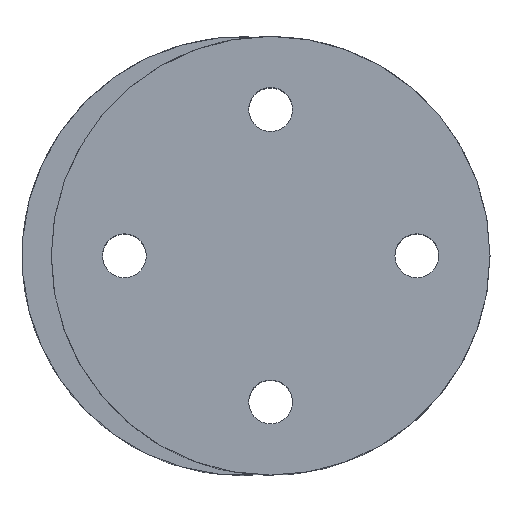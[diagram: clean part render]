
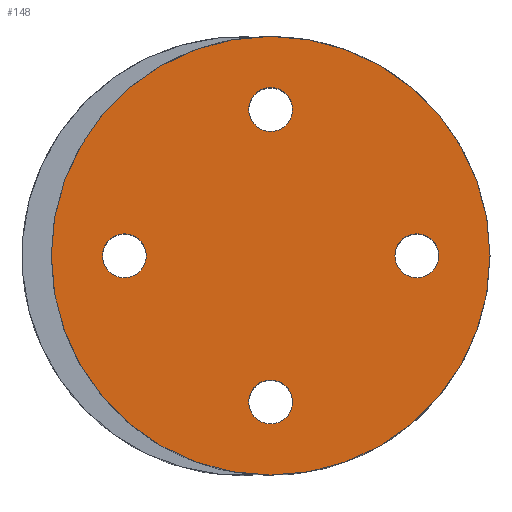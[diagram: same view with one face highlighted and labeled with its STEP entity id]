
A CAD part, top view. The second image highlights one B-rep face of the part: STEP entity #148.
In plain terms, the highlighted planar face has unit normal (0, 0, 1).
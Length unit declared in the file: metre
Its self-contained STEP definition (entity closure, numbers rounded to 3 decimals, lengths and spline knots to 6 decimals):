
#18=ORIENTED_EDGE('',*,*,#46,.T.);
#19=ORIENTED_EDGE('',*,*,#47,.T.);
#20=ORIENTED_EDGE('',*,*,#48,.T.);
#21=ORIENTED_EDGE('',*,*,#49,.T.);
#22=ORIENTED_EDGE('',*,*,#50,.T.);
#46=EDGE_CURVE('',#60,#60,#72,.T.);
#47=EDGE_CURVE('',#61,#61,#73,.T.);
#48=EDGE_CURVE('',#62,#62,#74,.T.);
#49=EDGE_CURVE('',#63,#63,#75,.T.);
#50=EDGE_CURVE('',#64,#64,#76,.T.);
#60=VERTEX_POINT('',#309);
#61=VERTEX_POINT('',#311);
#62=VERTEX_POINT('',#313);
#63=VERTEX_POINT('',#315);
#64=VERTEX_POINT('',#317);
#72=CIRCLE('',#233,0.0015);
#73=CIRCLE('',#234,0.0015);
#74=CIRCLE('',#235,0.0015);
#75=CIRCLE('',#236,0.0015);
#76=CIRCLE('',#237,0.015);
#86=EDGE_LOOP('',(#18));
#87=EDGE_LOOP('',(#19));
#88=EDGE_LOOP('',(#20));
#89=EDGE_LOOP('',(#21));
#90=EDGE_LOOP('',(#22));
#110=FACE_BOUND('',#86,.T.);
#111=FACE_BOUND('',#87,.T.);
#112=FACE_BOUND('',#88,.T.);
#113=FACE_BOUND('',#89,.T.);
#114=FACE_BOUND('',#90,.T.);
#134=PLANE('',#232);
#148=ADVANCED_FACE('',(#110,#111,#112,#113,#114),#134,.T.);
#232=AXIS2_PLACEMENT_3D('',#307,#258,#259);
#233=AXIS2_PLACEMENT_3D('',#308,#260,#261);
#234=AXIS2_PLACEMENT_3D('',#310,#262,#263);
#235=AXIS2_PLACEMENT_3D('',#312,#264,#265);
#236=AXIS2_PLACEMENT_3D('',#314,#266,#267);
#237=AXIS2_PLACEMENT_3D('',#316,#268,#269);
#258=DIRECTION('',(0.,0.,1.));
#259=DIRECTION('',(1.,0.,0.));
#260=DIRECTION('',(0.,0.,-1.));
#261=DIRECTION('',(1.,0.,0.));
#262=DIRECTION('',(0.,0.,-1.));
#263=DIRECTION('',(1.,0.,0.));
#264=DIRECTION('',(0.,0.,-1.));
#265=DIRECTION('',(1.,0.,0.));
#266=DIRECTION('',(0.,0.,-1.));
#267=DIRECTION('',(1.,0.,0.));
#268=DIRECTION('',(0.,0.,1.));
#269=DIRECTION('',(1.,0.,0.));
#307=CARTESIAN_POINT('',(0.00056,0.,0.05));
#308=CARTESIAN_POINT('',(0.01,0.,0.05));
#309=CARTESIAN_POINT('',(0.0115,0.,0.05));
#310=CARTESIAN_POINT('',(0.,-0.01,0.05));
#311=CARTESIAN_POINT('',(0.0015,-0.01,0.05));
#312=CARTESIAN_POINT('',(-0.01,0.,0.05));
#313=CARTESIAN_POINT('',(-0.0085,0.,0.05));
#314=CARTESIAN_POINT('',(0.,0.01,0.05));
#315=CARTESIAN_POINT('',(0.0015,0.01,0.05));
#316=CARTESIAN_POINT('',(0.,0.,0.05));
#317=CARTESIAN_POINT('',(0.015,0.,0.05));
